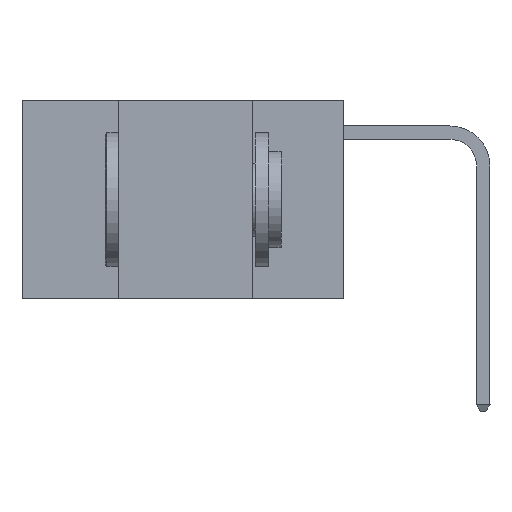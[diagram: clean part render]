
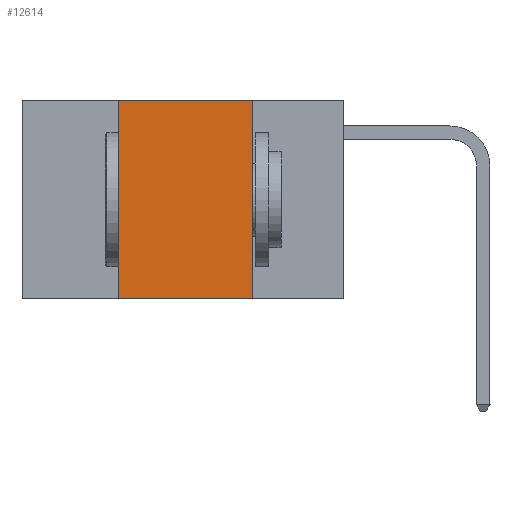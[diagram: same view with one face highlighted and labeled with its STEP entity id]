
A CAD part, left-side view. The second image highlights one B-rep face of the part: STEP entity #12614.
In plain terms, the highlighted planar face has unit normal (-1, 0, 0).
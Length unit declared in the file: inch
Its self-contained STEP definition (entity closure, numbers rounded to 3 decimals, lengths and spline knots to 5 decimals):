
#161 = CARTESIAN_POINT ( 'NONE',  ( 0., 0.17, -0.37 ) ) ;
#348 = EDGE_CURVE ( 'NONE', #694, #13351, #18165, .T. ) ;
#694 = VERTEX_POINT ( 'NONE', #7098 ) ;
#1051 = CARTESIAN_POINT ( 'NONE',  ( 0., 0.17, 0. ) ) ;
#2231 = CARTESIAN_POINT ( 'NONE',  ( 0., 0.42, 0. ) ) ;
#2930 = DIRECTION ( 'NONE',  ( 0., -1., 0. ) ) ;
#3174 = ORIENTED_EDGE ( 'NONE', *, *, #8056, .T. ) ;
#3693 = ORIENTED_EDGE ( 'NONE', *, *, #348, .F. ) ;
#3715 = ORIENTED_EDGE ( 'NONE', *, *, #15639, .F. ) ;
#3929 = EDGE_CURVE ( 'NONE', #12907, #16518, #17493, .T. ) ;
#4334 = VECTOR ( 'NONE', #9248, 39.37008 ) ;
#5382 = VECTOR ( 'NONE', #17615, 39.37008 ) ;
#5923 = LINE ( 'NONE', #9101, #5382 ) ;
#6086 = LINE ( 'NONE', #21645, #15219 ) ;
#6222 = EDGE_LOOP ( 'NONE', ( #8013, #3715, #3693, #3174 ) ) ;
#7098 = CARTESIAN_POINT ( 'NONE',  ( 0., 0.42, -0.37 ) ) ;
#8013 = ORIENTED_EDGE ( 'NONE', *, *, #3929, .F. ) ;
#8056 = EDGE_CURVE ( 'NONE', #694, #16518, #5923, .T. ) ;
#9101 = CARTESIAN_POINT ( 'NONE',  ( 0., 0.6, -0.37 ) ) ;
#9248 = DIRECTION ( 'NONE',  ( 0., 0., -1. ) ) ;
#9432 = FACE_OUTER_BOUND ( 'NONE', #6222, .T. ) ;
#10426 = DIRECTION ( 'NONE',  ( 0., 0., -1. ) ) ;
#11468 = CARTESIAN_POINT ( 'NONE',  ( 0., 0.17, 0. ) ) ;
#12614 = ADVANCED_FACE ( 'NONE', ( #9432 ), #17205, .F. ) ;
#12907 = VERTEX_POINT ( 'NONE', #11468 ) ;
#13147 = VECTOR ( 'NONE', #21895, 39.37008 ) ;
#13351 = VERTEX_POINT ( 'NONE', #2231 ) ;
#14651 = AXIS2_PLACEMENT_3D ( 'NONE', #18864, #20528, #10426 ) ;
#15133 = CARTESIAN_POINT ( 'NONE',  ( 0., 0.42, 0. ) ) ;
#15219 = VECTOR ( 'NONE', #2930, 39.37008 ) ;
#15639 = EDGE_CURVE ( 'NONE', #13351, #12907, #6086, .T. ) ;
#16518 = VERTEX_POINT ( 'NONE', #161 ) ;
#17205 = PLANE ( 'NONE',  #14651 ) ;
#17493 = LINE ( 'NONE', #1051, #4334 ) ;
#17615 = DIRECTION ( 'NONE',  ( 0., -1., 0. ) ) ;
#18165 = LINE ( 'NONE', #15133, #13147 ) ;
#18864 = CARTESIAN_POINT ( 'NONE',  ( 0., 0.6, 0. ) ) ;
#20528 = DIRECTION ( 'NONE',  ( 1., 0., 0. ) ) ;
#21645 = CARTESIAN_POINT ( 'NONE',  ( 0., 0.6, 0. ) ) ;
#21895 = DIRECTION ( 'NONE',  ( 0., 0., 1. ) ) ;
